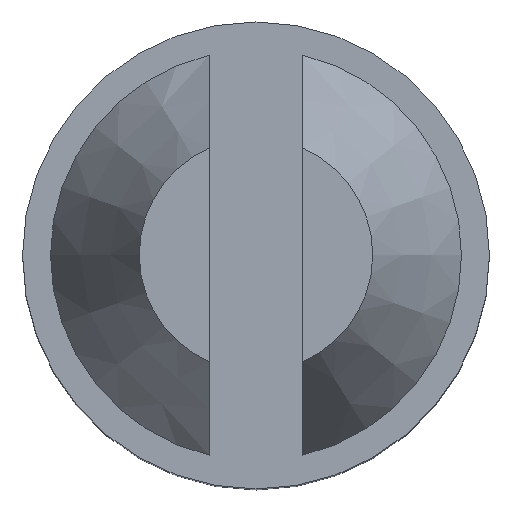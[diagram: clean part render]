
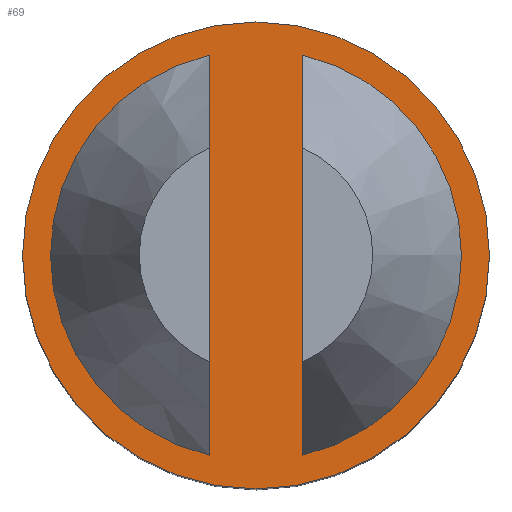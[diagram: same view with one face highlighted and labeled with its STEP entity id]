
A CAD part, top view. The second image highlights one B-rep face of the part: STEP entity #69.
In plain terms, the highlighted planar face has unit normal (0, 0, 1).
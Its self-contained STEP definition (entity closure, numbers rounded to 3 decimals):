
#69 = ADVANCED_FACE( '', ( #140, #141, #142 ), #143, .F. );
#140 = FACE_BOUND( '', #215, .T. );
#141 = FACE_BOUND( '', #216, .T. );
#142 = FACE_OUTER_BOUND( '', #217, .T. );
#143 = PLANE( '', #218 );
#215 = EDGE_LOOP( '', ( #342, #343 ) );
#216 = EDGE_LOOP( '', ( #344, #345 ) );
#217 = EDGE_LOOP( '', ( #346 ) );
#218 = AXIS2_PLACEMENT_3D( '', #347, #348, #349 );
#342 = ORIENTED_EDGE( '', *, *, #465, .T. );
#343 = ORIENTED_EDGE( '', *, *, #450, .T. );
#344 = ORIENTED_EDGE( '', *, *, #428, .T. );
#345 = ORIENTED_EDGE( '', *, *, #432, .F. );
#346 = ORIENTED_EDGE( '', *, *, #466, .F. );
#347 = CARTESIAN_POINT( '', ( -2., 0., 3.15 ) );
#348 = DIRECTION( '', ( 0., 0., -1. ) );
#349 = DIRECTION( '', ( -1., 0., 0. ) );
#428 = EDGE_CURVE( '', #495, #499, #501, .T. );
#432 = EDGE_CURVE( '', #495, #499, #507, .T. );
#450 = EDGE_CURVE( '', #529, #533, #535, .T. );
#465 = EDGE_CURVE( '', #533, #529, #554, .T. );
#466 = EDGE_CURVE( '', #555, #555, #556, .T. );
#495 = VERTEX_POINT( '', #596 );
#499 = VERTEX_POINT( '', #601 );
#501 = CIRCLE( '', #604, 2. );
#507 = LINE( '', #614, #615 );
#529 = VERTEX_POINT( '', #649 );
#533 = VERTEX_POINT( '', #654 );
#535 = CIRCLE( '', #657, 2. );
#554 = LINE( '', #686, #687 );
#555 = VERTEX_POINT( '', #688 );
#556 = CIRCLE( '', #689, 2.5 );
#596 = CARTESIAN_POINT( '', ( -0.5, -1.936, 3.15 ) );
#601 = CARTESIAN_POINT( '', ( -0.5, 1.936, 3.15 ) );
#604 = AXIS2_PLACEMENT_3D( '', #749, #750, #751 );
#614 = CARTESIAN_POINT( '', ( -0.5, -2.5, 3.15 ) );
#615 = VECTOR( '', #753, 1000. );
#649 = CARTESIAN_POINT( '', ( 0.5, 1.936, 3.15 ) );
#654 = CARTESIAN_POINT( '', ( 0.5, -1.936, 3.15 ) );
#657 = AXIS2_PLACEMENT_3D( '', #774, #775, #776 );
#686 = CARTESIAN_POINT( '', ( 0.5, -2.5, 3.15 ) );
#687 = VECTOR( '', #787, 1000. );
#688 = CARTESIAN_POINT( '', ( -2.5, 0., 3.15 ) );
#689 = AXIS2_PLACEMENT_3D( '', #788, #789, #790 );
#749 = CARTESIAN_POINT( '', ( 0., 0., 3.15 ) );
#750 = DIRECTION( '', ( 0., 0., -1. ) );
#751 = DIRECTION( '', ( -1., 0., 0. ) );
#753 = DIRECTION( '', ( 0., 1., 0. ) );
#774 = CARTESIAN_POINT( '', ( 0., 0., 3.15 ) );
#775 = DIRECTION( '', ( 0., 0., -1. ) );
#776 = DIRECTION( '', ( -1., 0., 0. ) );
#787 = DIRECTION( '', ( 0., 1., 0. ) );
#788 = CARTESIAN_POINT( '', ( 0., 0., 3.15 ) );
#789 = DIRECTION( '', ( 0., 0., -1. ) );
#790 = DIRECTION( '', ( -1., 0., 0. ) );
